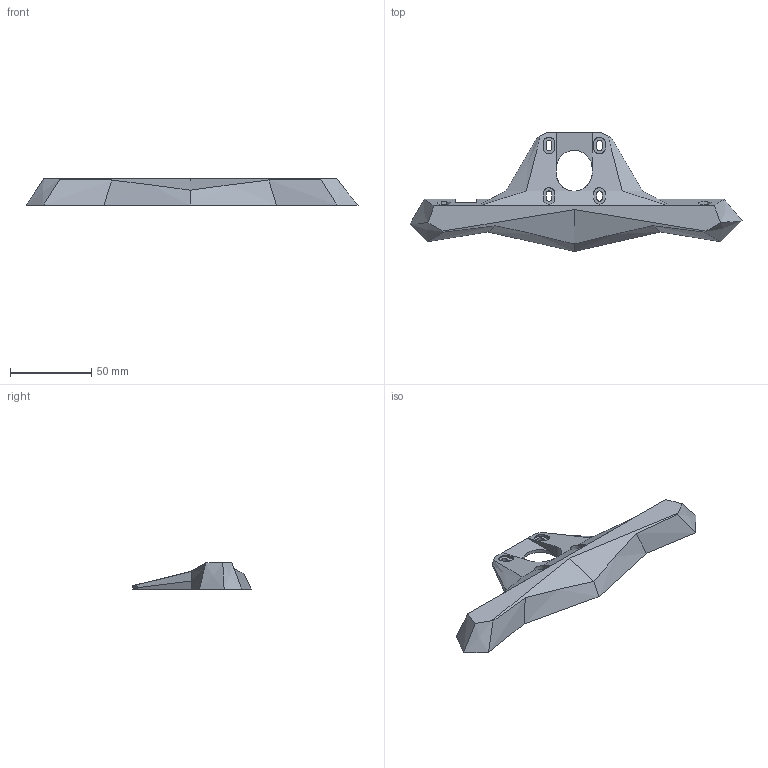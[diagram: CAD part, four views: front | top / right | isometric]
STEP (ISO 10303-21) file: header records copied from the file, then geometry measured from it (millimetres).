
FILE_DESCRIPTION(('FreeCAD Model'),'2;1');
FILE_NAME('Open CASCADE Shape Model','2025-09-06T18:42:46',( 'Benjamin W.'),('Chronic Mechatronic'), 'Open CASCADE STEP processor 7.8','FreeCAD','Unknown');
FILE_SCHEMA(('AUTOMOTIVE_DESIGN { 1 0 10303 214 1 1 1 1 }'));
Length unit declared in the file: millimetre
Products named in the file (1): front Y-rod mount V3
Bounding box: 203.73 x 73 x 16 mm (x, y, z)
Volume: 69752.3 mm3; surface area: 21323.6 mm2
Topology: 1 solids, 1 shells, 116 faces, 303 edges, 195 vertices
Faces by surface type: plane 60, cylinder 26, bspline 26, cone 4
Full cylindrical faces by diameter (mm): 1.8 x2, 6.6 x4
Entity records: 5002 total; most frequent: CARTESIAN_POINT 2311, ORIENTED_EDGE 606, DIRECTION 453, EDGE_CURVE 303, VERTEX_POINT 195, LINE 161, VECTOR 161, AXIS2_PLACEMENT_3D 146
